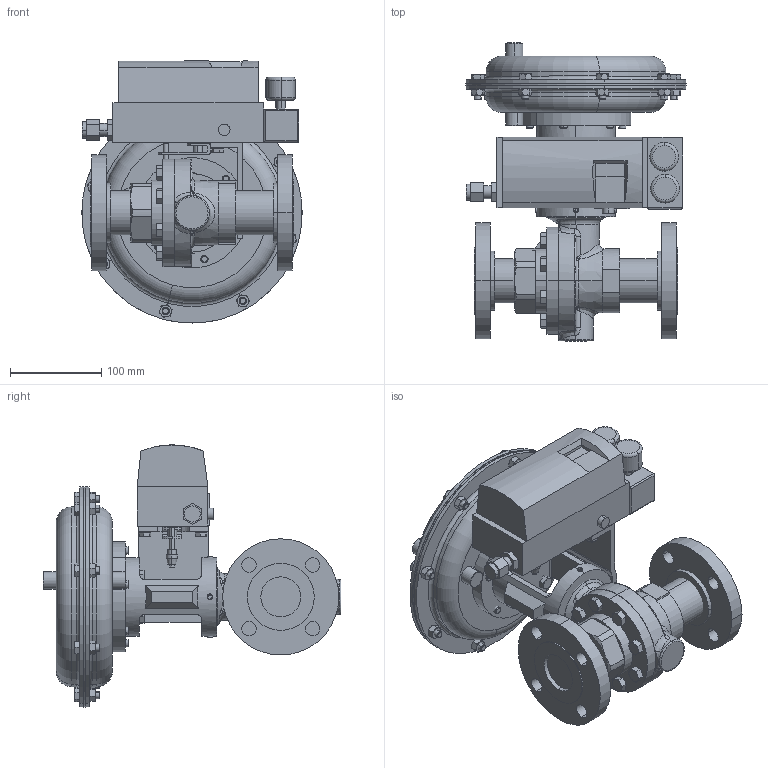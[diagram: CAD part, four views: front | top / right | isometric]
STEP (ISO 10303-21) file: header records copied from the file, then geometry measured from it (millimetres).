
FILE_DESCRIPTION (( 'STEP AP203' ), '1' );
FILE_NAME ('70SP-150-DI+BR-F5-35M-16IQ.STEP', '2017-09-11T19:05:08', ( '' ), ( '' ), 'SwSTEP 2.0', 'SolidWorks 2014', '' );
FILE_SCHEMA (( 'CONFIG_CONTROL_DESIGN' ));
Length unit declared in the file: inch
Products named in the file (1): 70SP-150-DI+BR-F5-35M-16IQ
Bounding box: 240.92 x 325.67 x 286.54 mm (x, y, z)
Volume: 5565826.1 mm3; surface area: 713293.2 mm2
Topology: 58 solids, 58 shells, 1173 faces, 2570 edges, 1551 vertices
Faces by surface type: plane 522, cone 374, cylinder 217, torus 29, bspline 29, sphere 2
Entity records: 36042 total; most frequent: CARTESIAN_POINT 11220, ORIENTED_EDGE 5104, DIRECTION 5031, EDGE_CURVE 2552, AXIS2_PLACEMENT_3D 1993, VERTEX_POINT 1551, EDGE_LOOP 1249, ADVANCED_FACE 1173
